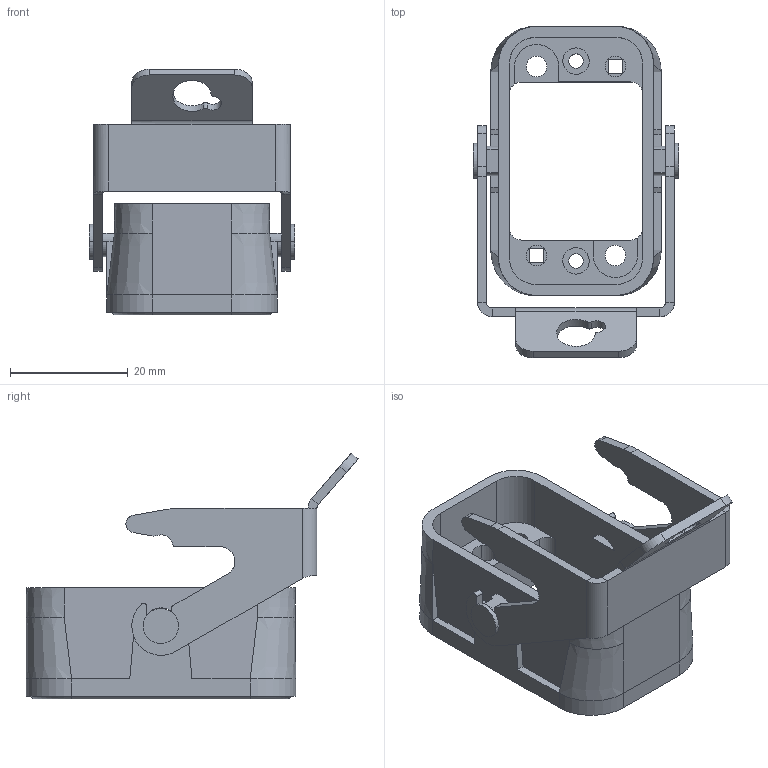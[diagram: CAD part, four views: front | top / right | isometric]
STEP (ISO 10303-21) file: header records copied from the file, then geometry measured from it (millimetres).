
FILE_DESCRIPTION(('CATIA V5 STEP Exchange','CAx-IF Rec.Pracs.--- Model Styling and Organization---1.4--- 2014-01-23'),'2;1');
FILE_NAME ('009944-2_1', '2020-02-11T06:24:02+00:00', ('none'), ('Weidmueller'), 'CATIA Version 5-6 Release 2016 SP3 HF44', 'CATIA V5 STEP AP214', 'none');
FILE_SCHEMA(('AUTOMOTIVE_DESIGN { 1 0 10303 214 1 1 1 1 }'));
Length unit declared in the file: millimetre
Products named in the file (1): 1251680000
Bounding box: 35 x 56.5 x 41.81 mm (x, y, z)
Volume: 9254.5 mm3; surface area: 10653.9 mm2
Topology: 3 solids, 3 shells, 219 faces, 554 edges, 344 vertices
Faces by surface type: plane 112, cylinder 89, torus 8, bspline 6, cone 4
Entity records: 6592 total; most frequent: CARTESIAN_POINT 1599, ORIENTED_EDGE 1108, DIRECTION 839, EDGE_CURVE 554, VECTOR 345, LINE 345, VERTEX_POINT 344, AXIS2_PLACEMENT_3D 327
